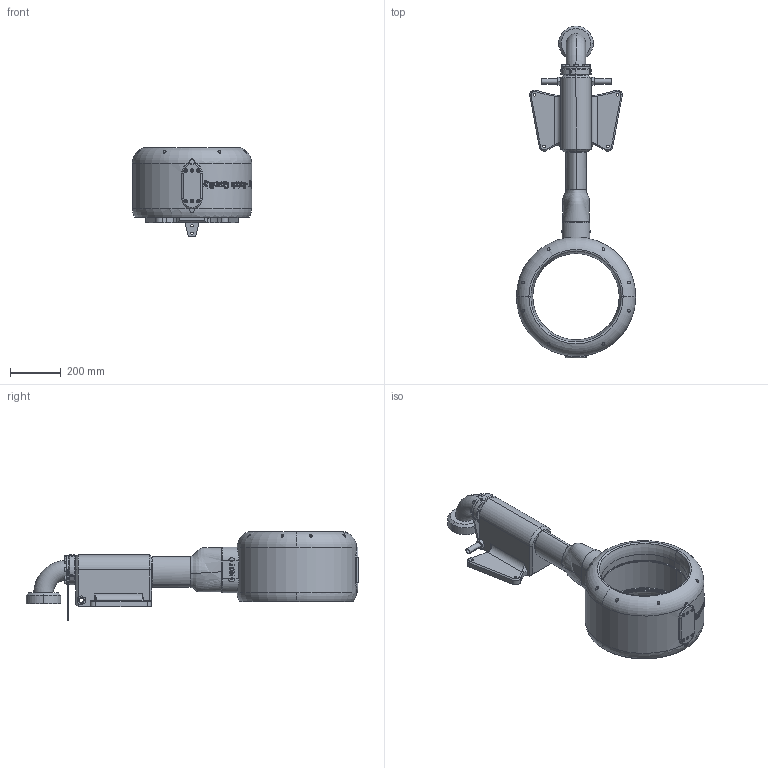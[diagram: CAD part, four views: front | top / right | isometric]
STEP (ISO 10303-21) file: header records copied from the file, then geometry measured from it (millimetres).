
FILE_DESCRIPTION (( 'STEP AP214' ), '1' );
FILE_NAME ('P-104-430-rev-B-M341.STEP', '2025-05-22T14:50:51', ( '' ), ( '' ), 'SwSTEP 2.0', 'SolidWorks 2024', '' );
FILE_SCHEMA (( 'AUTOMOTIVE_DESIGN' ));
Length unit declared in the file: millimetre
Products named in the file (1): P-104-430-rev-B-M341
Bounding box: 470 x 1308.84 x 350.73 mm (x, y, z)
Volume: 33088344.5 mm3; surface area: 1534158.7 mm2
Topology: 1 solids, 15 shells, 1445 faces, 3630 edges, 2250 vertices
Faces by surface type: plane 614, bspline 305, cylinder 291, cone 127, torus 100, sphere 8
Entity records: 128640 total; most frequent: CARTESIAN_POINT 96981, ORIENTED_EDGE 7128, DIRECTION 5556, EDGE_CURVE 3564, VERTEX_POINT 2250, AXIS2_PLACEMENT_3D 2030, EDGE_LOOP 1580, LINE 1496
